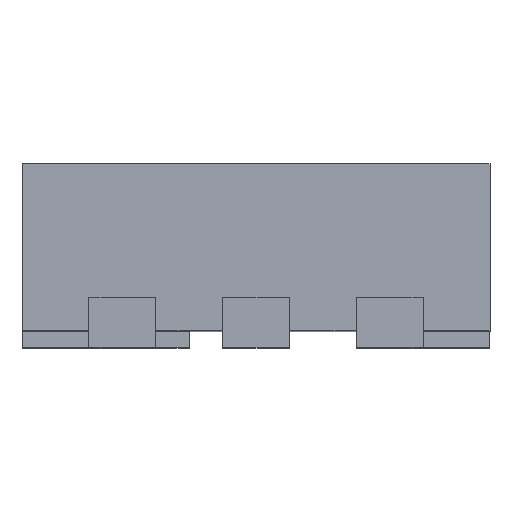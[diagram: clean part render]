
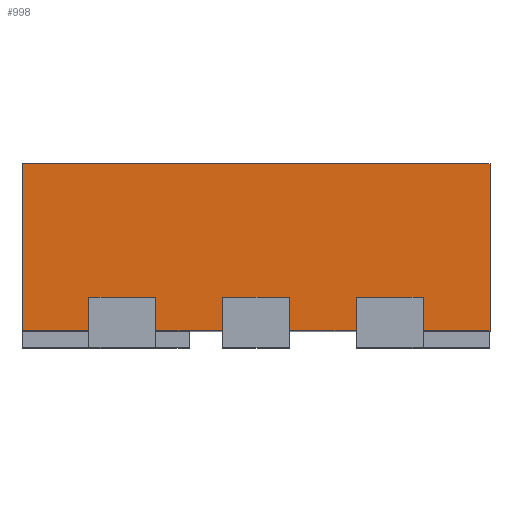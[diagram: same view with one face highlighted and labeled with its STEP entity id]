
A CAD part, top view. The second image highlights one B-rep face of the part: STEP entity #998.
In plain terms, the highlighted planar face has unit normal (0, 0, 1).
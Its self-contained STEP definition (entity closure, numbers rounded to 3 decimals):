
#1 = VERTEX_POINT ( 'NONE', #2177 ) ;
#37 = EDGE_CURVE ( 'NONE', #1, #1524, #862, .T. ) ;
#55 = CARTESIAN_POINT ( 'NONE',  ( -0.5, 0.15, 0.9 ) ) ;
#68 = ORIENTED_EDGE ( 'NONE', *, *, #1651, .T. ) ;
#95 = CARTESIAN_POINT ( 'NONE',  ( 0.1, 0.15, 0.9 ) ) ;
#106 = CARTESIAN_POINT ( 'NONE',  ( 0.7, 0.05, 0.9 ) ) ;
#154 = CARTESIAN_POINT ( 'NONE',  ( 0.5, 0.15, 0.9 ) ) ;
#155 = VECTOR ( 'NONE', #2272, 1000. ) ;
#162 = EDGE_CURVE ( 'NONE', #3141, #3147, #2479, .T. ) ;
#174 = VERTEX_POINT ( 'NONE', #2705 ) ;
#183 = LINE ( 'NONE', #1823, #545 ) ;
#195 = VERTEX_POINT ( 'NONE', #3002 ) ;
#229 = ORIENTED_EDGE ( 'NONE', *, *, #3364, .T. ) ;
#286 = ORIENTED_EDGE ( 'NONE', *, *, #37, .T. ) ;
#292 = DIRECTION ( 'NONE',  ( 0., -1., 0. ) ) ;
#314 = DIRECTION ( 'NONE',  ( 1., 0., 0. ) ) ;
#324 = CARTESIAN_POINT ( 'NONE',  ( 0.5, 0.15, 0.9 ) ) ;
#383 = DIRECTION ( 'NONE',  ( 1., 0., 0. ) ) ;
#384 = LINE ( 'NONE', #2616, #2148 ) ;
#389 = DIRECTION ( 'NONE',  ( 0., -1., 0. ) ) ;
#415 = DIRECTION ( 'NONE',  ( 1., 0., 0. ) ) ;
#420 = ORIENTED_EDGE ( 'NONE', *, *, #1224, .F. ) ;
#433 = DIRECTION ( 'NONE',  ( 0., -1., 0. ) ) ;
#439 = DIRECTION ( 'NONE',  ( 0., -1., 0. ) ) ;
#483 = CARTESIAN_POINT ( 'NONE',  ( 0.1, 0.15, 0.9 ) ) ;
#511 = EDGE_CURVE ( 'NONE', #174, #2309, #605, .T. ) ;
#516 = ORIENTED_EDGE ( 'NONE', *, *, #511, .T. ) ;
#518 = ORIENTED_EDGE ( 'NONE', *, *, #1044, .T. ) ;
#545 = VECTOR ( 'NONE', #3117, 1000. ) ;
#605 = LINE ( 'NONE', #3278, #3140 ) ;
#623 = DIRECTION ( 'NONE',  ( -1., 0., 0. ) ) ;
#632 = DIRECTION ( 'NONE',  ( 0., 0., -1. ) ) ;
#655 = EDGE_LOOP ( 'NONE', ( #1804, #518, #1548, #286, #1780, #229, #2458, #420, #68, #1237, #1148, #516, #2699, #1363, #678, #767 ) ) ;
#678 = ORIENTED_EDGE ( 'NONE', *, *, #2422, .F. ) ;
#686 = VERTEX_POINT ( 'NONE', #1529 ) ;
#714 = EDGE_CURVE ( 'NONE', #1767, #1669, #1546, .T. ) ;
#767 = ORIENTED_EDGE ( 'NONE', *, *, #1696, .T. ) ;
#789 = DIRECTION ( 'NONE',  ( 0., -1., 0. ) ) ;
#844 = LINE ( 'NONE', #3070, #1885 ) ;
#861 = EDGE_CURVE ( 'NONE', #1225, #686, #183, .T. ) ;
#862 = LINE ( 'NONE', #324, #2229 ) ;
#962 = CARTESIAN_POINT ( 'NONE',  ( -0.3, 0.15, 0.9 ) ) ;
#973 = LINE ( 'NONE', #2019, #1728 ) ;
#998 = ADVANCED_FACE ( 'NONE', ( #1715 ), #1656, .F. ) ;
#1009 = VECTOR ( 'NONE', #439, 1000. ) ;
#1044 = EDGE_CURVE ( 'NONE', #1669, #3108, #2364, .T. ) ;
#1123 = LINE ( 'NONE', #3393, #1168 ) ;
#1148 = ORIENTED_EDGE ( 'NONE', *, *, #1800, .F. ) ;
#1152 = DIRECTION ( 'NONE',  ( 0., -1., 0. ) ) ;
#1158 = VECTOR ( 'NONE', #2444, 1000. ) ;
#1168 = VECTOR ( 'NONE', #383, 1000. ) ;
#1219 = LINE ( 'NONE', #1241, #2048 ) ;
#1224 = EDGE_CURVE ( 'NONE', #2439, #195, #2254, .T. ) ;
#1225 = VERTEX_POINT ( 'NONE', #2816 ) ;
#1237 = ORIENTED_EDGE ( 'NONE', *, *, #861, .T. ) ;
#1241 = CARTESIAN_POINT ( 'NONE',  ( -0.7, 3.38, 0.9 ) ) ;
#1242 = VECTOR ( 'NONE', #314, 1000. ) ;
#1340 = VECTOR ( 'NONE', #389, 1000. ) ;
#1363 = ORIENTED_EDGE ( 'NONE', *, *, #162, .T. ) ;
#1385 = CARTESIAN_POINT ( 'NONE',  ( 0.7, 3.38, 0.9 ) ) ;
#1462 = CARTESIAN_POINT ( 'NONE',  ( -0.7, 0.55, 0.9 ) ) ;
#1524 = VERTEX_POINT ( 'NONE', #154 ) ;
#1528 = EDGE_CURVE ( 'NONE', #1, #3108, #2013, .T. ) ;
#1529 = CARTESIAN_POINT ( 'NONE',  ( -0.5, 0.05, 0.9 ) ) ;
#1546 = LINE ( 'NONE', #483, #1009 ) ;
#1548 = ORIENTED_EDGE ( 'NONE', *, *, #1528, .F. ) ;
#1552 = CARTESIAN_POINT ( 'NONE',  ( 0.3, 0.05, 0.9 ) ) ;
#1598 = VERTEX_POINT ( 'NONE', #2798 ) ;
#1633 = DIRECTION ( 'NONE',  ( 1., 0., 0. ) ) ;
#1651 = EDGE_CURVE ( 'NONE', #2439, #1225, #1219, .T. ) ;
#1656 = PLANE ( 'NONE',  #2344 ) ;
#1669 = VERTEX_POINT ( 'NONE', #1794 ) ;
#1696 = EDGE_CURVE ( 'NONE', #1598, #1767, #844, .T. ) ;
#1699 = CARTESIAN_POINT ( 'NONE',  ( 0.5, 0.05, 0.9 ) ) ;
#1715 = FACE_OUTER_BOUND ( 'NONE', #655, .T. ) ;
#1728 = VECTOR ( 'NONE', #433, 1000. ) ;
#1767 = VERTEX_POINT ( 'NONE', #95 ) ;
#1775 = LINE ( 'NONE', #55, #1811 ) ;
#1780 = ORIENTED_EDGE ( 'NONE', *, *, #2573, .T. ) ;
#1781 = DIRECTION ( 'NONE',  ( 0., -1., 0. ) ) ;
#1789 = VERTEX_POINT ( 'NONE', #1699 ) ;
#1794 = CARTESIAN_POINT ( 'NONE',  ( 0.1, 0.05, 0.9 ) ) ;
#1800 = EDGE_CURVE ( 'NONE', #174, #686, #1775, .T. ) ;
#1804 = ORIENTED_EDGE ( 'NONE', *, *, #714, .T. ) ;
#1811 = VECTOR ( 'NONE', #292, 1000. ) ;
#1823 = CARTESIAN_POINT ( 'NONE',  ( 0.7, 0.05, 0.9 ) ) ;
#1885 = VECTOR ( 'NONE', #3360, 1000. ) ;
#1966 = VECTOR ( 'NONE', #1152, 1000. ) ;
#1976 = CARTESIAN_POINT ( 'NONE',  ( 0.3, 0.15, 0.9 ) ) ;
#2008 = EDGE_CURVE ( 'NONE', #195, #2667, #3094, .T. ) ;
#2013 = LINE ( 'NONE', #1976, #1340 ) ;
#2019 = CARTESIAN_POINT ( 'NONE',  ( -0.1, 0.15, 0.9 ) ) ;
#2048 = VECTOR ( 'NONE', #1781, 1000. ) ;
#2148 = VECTOR ( 'NONE', #789, 1000. ) ;
#2177 = CARTESIAN_POINT ( 'NONE',  ( 0.3, 0.15, 0.9 ) ) ;
#2229 = VECTOR ( 'NONE', #1633, 1000. ) ;
#2254 = LINE ( 'NONE', #2576, #155 ) ;
#2272 = DIRECTION ( 'NONE',  ( 1., 0., 0. ) ) ;
#2309 = VERTEX_POINT ( 'NONE', #962 ) ;
#2344 = AXIS2_PLACEMENT_3D ( 'NONE', #1385, #632, #623 ) ;
#2364 = LINE ( 'NONE', #106, #2488 ) ;
#2415 = CARTESIAN_POINT ( 'NONE',  ( 0.7, 0.05, 0.9 ) ) ;
#2422 = EDGE_CURVE ( 'NONE', #1598, #3147, #973, .T. ) ;
#2439 = VERTEX_POINT ( 'NONE', #1462 ) ;
#2444 = DIRECTION ( 'NONE',  ( 0., -1., 0. ) ) ;
#2458 = ORIENTED_EDGE ( 'NONE', *, *, #2008, .F. ) ;
#2479 = LINE ( 'NONE', #2415, #1242 ) ;
#2488 = VECTOR ( 'NONE', #2721, 1000. ) ;
#2573 = EDGE_CURVE ( 'NONE', #1524, #1789, #384, .T. ) ;
#2576 = CARTESIAN_POINT ( 'NONE',  ( 0.7, 0.55, 0.9 ) ) ;
#2594 = CARTESIAN_POINT ( 'NONE',  ( -0.1, 0.05, 0.9 ) ) ;
#2616 = CARTESIAN_POINT ( 'NONE',  ( 0.5, 0.15, 0.9 ) ) ;
#2635 = CARTESIAN_POINT ( 'NONE',  ( 0.7, 0.05, 0.9 ) ) ;
#2642 = CARTESIAN_POINT ( 'NONE',  ( -0.3, 0.05, 0.9 ) ) ;
#2667 = VERTEX_POINT ( 'NONE', #2635 ) ;
#2699 = ORIENTED_EDGE ( 'NONE', *, *, #2722, .T. ) ;
#2705 = CARTESIAN_POINT ( 'NONE',  ( -0.5, 0.15, 0.9 ) ) ;
#2721 = DIRECTION ( 'NONE',  ( 1., 0., 0. ) ) ;
#2722 = EDGE_CURVE ( 'NONE', #2309, #3141, #2734, .T. ) ;
#2734 = LINE ( 'NONE', #3208, #1158 ) ;
#2798 = CARTESIAN_POINT ( 'NONE',  ( -0.1, 0.15, 0.9 ) ) ;
#2816 = CARTESIAN_POINT ( 'NONE',  ( -0.7, 0.05, 0.9 ) ) ;
#3002 = CARTESIAN_POINT ( 'NONE',  ( 0.7, 0.55, 0.9 ) ) ;
#3070 = CARTESIAN_POINT ( 'NONE',  ( 0.1, 0.15, 0.9 ) ) ;
#3094 = LINE ( 'NONE', #3239, #1966 ) ;
#3108 = VERTEX_POINT ( 'NONE', #1552 ) ;
#3117 = DIRECTION ( 'NONE',  ( 1., 0., 0. ) ) ;
#3140 = VECTOR ( 'NONE', #415, 1000. ) ;
#3141 = VERTEX_POINT ( 'NONE', #2642 ) ;
#3147 = VERTEX_POINT ( 'NONE', #2594 ) ;
#3208 = CARTESIAN_POINT ( 'NONE',  ( -0.3, 0.15, 0.9 ) ) ;
#3239 = CARTESIAN_POINT ( 'NONE',  ( 0.7, 3.38, 0.9 ) ) ;
#3278 = CARTESIAN_POINT ( 'NONE',  ( -0.3, 0.15, 0.9 ) ) ;
#3360 = DIRECTION ( 'NONE',  ( 1., 0., 0. ) ) ;
#3364 = EDGE_CURVE ( 'NONE', #1789, #2667, #1123, .T. ) ;
#3393 = CARTESIAN_POINT ( 'NONE',  ( 0.7, 0.05, 0.9 ) ) ;
